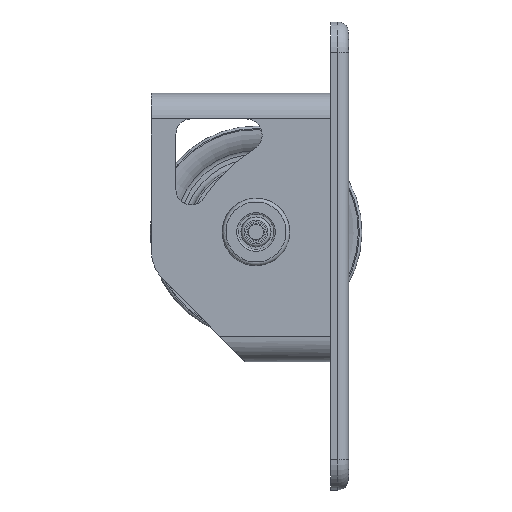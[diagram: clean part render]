
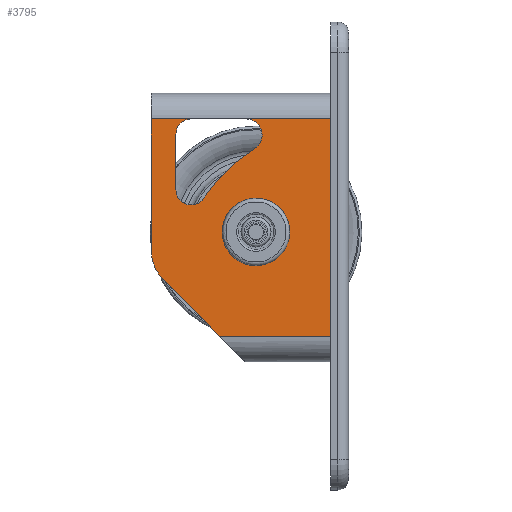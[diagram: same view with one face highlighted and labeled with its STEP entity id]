
A CAD part, front view. The second image highlights one B-rep face of the part: STEP entity #3795.
In plain terms, the highlighted planar face has unit normal (0, -1, 0).
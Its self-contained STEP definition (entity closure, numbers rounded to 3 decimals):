
#213=LINE('',#6388,#389);
#255=LINE('',#6677,#431);
#256=LINE('',#6687,#432);
#257=LINE('',#6691,#433);
#258=LINE('',#6693,#434);
#259=LINE('',#6696,#435);
#260=LINE('',#6697,#436);
#389=VECTOR('',#5137,10.);
#431=VECTOR('',#5387,10.);
#432=VECTOR('',#5396,10.);
#433=VECTOR('',#5399,10.);
#434=VECTOR('',#5400,10.);
#435=VECTOR('',#5403,10.);
#436=VECTOR('',#5404,10.);
#665=FACE_BOUND('',#1130,.T.);
#813=FACE_OUTER_BOUND('',#1129,.T.);
#1129=EDGE_LOOP('',(#3192,#3193,#3194,#3195,#3196,#3197,#3198,#3199,#3200,
#3201,#3202,#3203));
#1130=EDGE_LOOP('',(#3204,#3205,#3206,#3207));
#1392=CIRCLE('',#4161,4.1);
#1395=CIRCLE('',#4165,4.1);
#1460=CIRCLE('',#4278,18.9);
#1482=CIRCLE('',#4314,9.);
#1483=CIRCLE('',#4315,90.);
#1484=CIRCLE('',#4316,8.5);
#1485=CIRCLE('',#4317,8.5);
#1486=CIRCLE('',#4318,25.);
#1487=CIRCLE('',#4319,19.);
#1730=VERTEX_POINT('',#6232);
#1731=VERTEX_POINT('',#6234);
#1733=VERTEX_POINT('',#6240);
#1736=VERTEX_POINT('',#6245);
#1779=VERTEX_POINT('',#6385);
#1780=VERTEX_POINT('',#6387);
#1859=VERTEX_POINT('',#6675);
#1860=VERTEX_POINT('',#6679);
#1861=VERTEX_POINT('',#6680);
#1862=VERTEX_POINT('',#6682);
#1863=VERTEX_POINT('',#6684);
#1864=VERTEX_POINT('',#6686);
#1865=VERTEX_POINT('',#6688);
#1866=VERTEX_POINT('',#6690);
#1867=VERTEX_POINT('',#6692);
#1868=VERTEX_POINT('',#6694);
#2138=EDGE_CURVE('',#1731,#1730,#1392,.T.);
#2144=EDGE_CURVE('',#1733,#1736,#1395,.T.);
#2205=EDGE_CURVE('',#1779,#1780,#213,.T.);
#2279=EDGE_CURVE('',#1730,#1733,#1460,.T.);
#2325=EDGE_CURVE('',#1780,#1859,#255,.T.);
#2326=EDGE_CURVE('',#1860,#1861,#1482,.T.);
#2327=EDGE_CURVE('',#1861,#1862,#1483,.T.);
#2328=EDGE_CURVE('',#1862,#1863,#1484,.T.);
#2329=EDGE_CURVE('',#1863,#1864,#256,.T.);
#2330=EDGE_CURVE('',#1864,#1865,#1485,.T.);
#2331=EDGE_CURVE('',#1865,#1866,#257,.T.);
#2332=EDGE_CURVE('',#1866,#1867,#258,.T.);
#2333=EDGE_CURVE('',#1867,#1868,#1486,.T.);
#2334=EDGE_CURVE('',#1868,#1859,#259,.T.);
#2335=EDGE_CURVE('',#1779,#1860,#260,.T.);
#2336=EDGE_CURVE('',#1736,#1731,#1487,.T.);
#3192=ORIENTED_EDGE('',*,*,#2326,.T.);
#3193=ORIENTED_EDGE('',*,*,#2327,.T.);
#3194=ORIENTED_EDGE('',*,*,#2328,.T.);
#3195=ORIENTED_EDGE('',*,*,#2329,.T.);
#3196=ORIENTED_EDGE('',*,*,#2330,.T.);
#3197=ORIENTED_EDGE('',*,*,#2331,.T.);
#3198=ORIENTED_EDGE('',*,*,#2332,.T.);
#3199=ORIENTED_EDGE('',*,*,#2333,.T.);
#3200=ORIENTED_EDGE('',*,*,#2334,.T.);
#3201=ORIENTED_EDGE('',*,*,#2325,.F.);
#3202=ORIENTED_EDGE('',*,*,#2205,.F.);
#3203=ORIENTED_EDGE('',*,*,#2335,.T.);
#3204=ORIENTED_EDGE('',*,*,#2279,.T.);
#3205=ORIENTED_EDGE('',*,*,#2144,.T.);
#3206=ORIENTED_EDGE('',*,*,#2336,.T.);
#3207=ORIENTED_EDGE('',*,*,#2138,.T.);
#3621=PLANE('',#4313);
#3795=ADVANCED_FACE('',(#813,#665),#3621,.T.);
#4161=AXIS2_PLACEMENT_3D('',#6235,#5016,#5017);
#4165=AXIS2_PLACEMENT_3D('',#6247,#5027,#5028);
#4278=AXIS2_PLACEMENT_3D('',#6575,#5296,#5297);
#4313=AXIS2_PLACEMENT_3D('',#6678,#5388,#5389);
#4314=AXIS2_PLACEMENT_3D('',#6681,#5390,#5391);
#4315=AXIS2_PLACEMENT_3D('',#6683,#5392,#5393);
#4316=AXIS2_PLACEMENT_3D('',#6685,#5394,#5395);
#4317=AXIS2_PLACEMENT_3D('',#6689,#5397,#5398);
#4318=AXIS2_PLACEMENT_3D('',#6695,#5401,#5402);
#4319=AXIS2_PLACEMENT_3D('',#6698,#5405,#5406);
#5016=DIRECTION('center_axis',(0.,1.,0.));
#5017=DIRECTION('ref_axis',(0.707,0.,-0.707));
#5027=DIRECTION('center_axis',(0.,1.,0.));
#5028=DIRECTION('ref_axis',(0.139,0.,-0.99));
#5137=DIRECTION('',(0.,0.,-1.));
#5296=DIRECTION('center_axis',(0.,1.,0.));
#5297=DIRECTION('ref_axis',(0.,0.,-1.));
#5387=DIRECTION('',(-1.,0.,0.));
#5388=DIRECTION('center_axis',(0.,-1.,0.));
#5389=DIRECTION('ref_axis',(0.,0.,
-1.));
#5390=DIRECTION('center_axis',(0.,1.,0.));
#5391=DIRECTION('ref_axis',(-0.522,0.,0.853));
#5392=DIRECTION('center_axis',(0.,-1.,0.));
#5393=DIRECTION('ref_axis',(-0.522,0.,0.853));
#5394=DIRECTION('center_axis',(0.,1.,0.));
#5395=DIRECTION('ref_axis',(1.,0.,0.));
#5396=DIRECTION('',(0.,0.,1.));
#5397=DIRECTION('center_axis',(0.,1.,0.));
#5398=DIRECTION('ref_axis',(0.,0.,
-1.));
#5399=DIRECTION('',(-1.,0.,0.));
#5400=DIRECTION('',(0.,0.,-1.));
#5401=DIRECTION('center_axis',(0.,-1.,0.));
#5402=DIRECTION('ref_axis',(1.,0.,0.));
#5403=DIRECTION('',(0.707,0.,-0.707));
#5404=DIRECTION('',(-1.,0.,0.));
#5405=DIRECTION('center_axis',(0.,1.,0.));
#5406=DIRECTION('ref_axis',(-0.707,0.,0.707));
#6232=CARTESIAN_POINT('',(-24.452,-18.5,-3.631));
#6234=CARTESIAN_POINT('',(-24.185,-18.5,-2.645));
#6235=CARTESIAN_POINT('Origin',(-28.245,-18.5,-2.074));
#6240=CARTESIAN_POINT('',(-39.369,-18.5,-18.548));
#6245=CARTESIAN_POINT('',(-40.355,-18.5,-18.815));
#6247=CARTESIAN_POINT('Origin',(-40.926,-18.5,-14.755));
#6385=CARTESIAN_POINT('',(-1.,-18.5,63.5));
#6387=CARTESIAN_POINT('',(-1.,-18.5,-58.5));
#6388=CARTESIAN_POINT('',(-1.,-18.5,63.5));
#6575=CARTESIAN_POINT('Origin',(-43.,-18.5,0.));
#6675=CARTESIAN_POINT('',(-63.5,-18.5,-58.5));
#6677=CARTESIAN_POINT('',(0.,-18.5,-58.5));
#6678=CARTESIAN_POINT('Origin',(0.,-18.5,63.5));
#6679=CARTESIAN_POINT('',(-48.563,-18.5,63.5));
#6680=CARTESIAN_POINT('',(-43.862,-18.5,46.825));
#6681=CARTESIAN_POINT('Origin',(-48.563,-18.5,54.5));
#6682=CARTESIAN_POINT('',(-72.368,-18.5,19.04));
#6683=CARTESIAN_POINT('Origin',(3.149,-18.5,-29.92));
#6684=CARTESIAN_POINT('',(-88.,-18.5,23.664));
#6685=CARTESIAN_POINT('Origin',(-79.5,-18.5,23.664));
#6686=CARTESIAN_POINT('',(-88.,-18.5,55.));
#6687=CARTESIAN_POINT('',(-88.,-18.5,43.582));
#6688=CARTESIAN_POINT('',(-79.5,-18.5,63.5));
#6689=CARTESIAN_POINT('Origin',(-79.5,-18.5,55.));
#6690=CARTESIAN_POINT('',(-102.,-18.5,63.5));
#6691=CARTESIAN_POINT('',(0.,-18.5,63.5));
#6692=CARTESIAN_POINT('',(-102.,-18.5,-9.645));
#6693=CARTESIAN_POINT('',(-102.,-18.5,63.5));
#6694=CARTESIAN_POINT('',(-94.678,-18.5,-27.322));
#6695=CARTESIAN_POINT('Origin',(-77.,-18.5,-9.645));
#6696=CARTESIAN_POINT('',(-93.714,-18.5,-28.286));
#6697=CARTESIAN_POINT('',(0.,-18.5,63.5));
#6698=CARTESIAN_POINT('Origin',(-43.,-18.5,0.));
